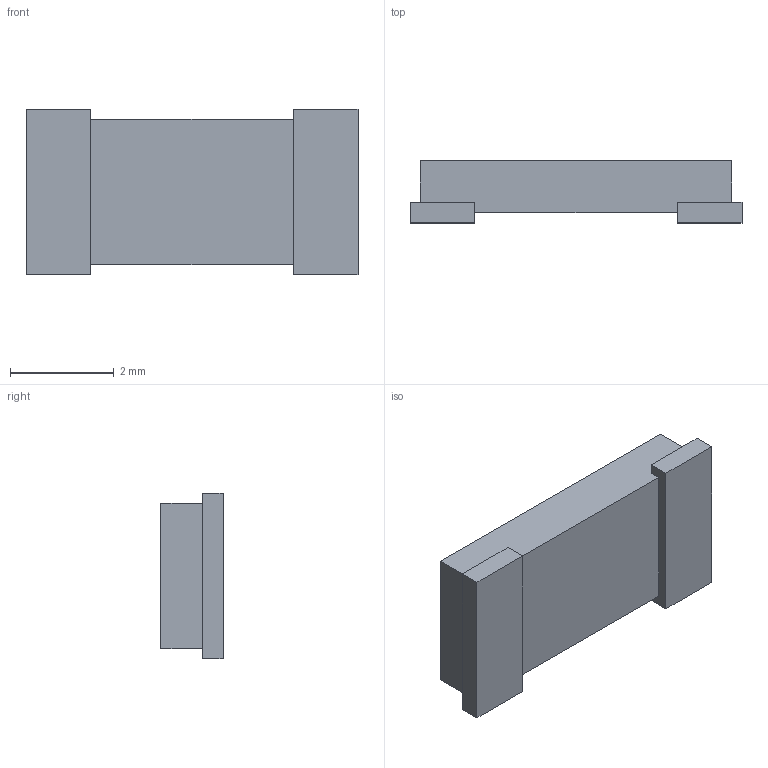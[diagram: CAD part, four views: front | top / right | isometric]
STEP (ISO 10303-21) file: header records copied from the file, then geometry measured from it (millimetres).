
FILE_DESCRIPTION (( 'STEP AP214' ), '1' );
FILE_NAME ('33871AB8-2375-40A8-B65C-52653E05F948.STEP', '2023-05-06T18:01:20', ( '' ), ( '' ), 'SwSTEP 2.0', 'SolidWorks 2022', '' );
FILE_SCHEMA (( 'AUTOMOTIVE_DESIGN' ));
Length unit declared in the file: millimetre
Products named in the file (1): 33871AB8-2375-40A8-B65C-52653E05F948
Bounding box: 6.4 x 1.2 x 3.2 mm (x, y, z)
Volume: 18.8 mm3; surface area: 59.5 mm2
Topology: 1 solids, 1 shells, 55 faces, 147 edges, 98 vertices
Faces by surface type: plane 41, bspline 14
Entity records: 2812 total; most frequent: CARTESIAN_POINT 1419, ORIENTED_EDGE 294, DIRECTION 203, EDGE_CURVE 147, LINE 119, VECTOR 119, VERTEX_POINT 98, EDGE_LOOP 59
